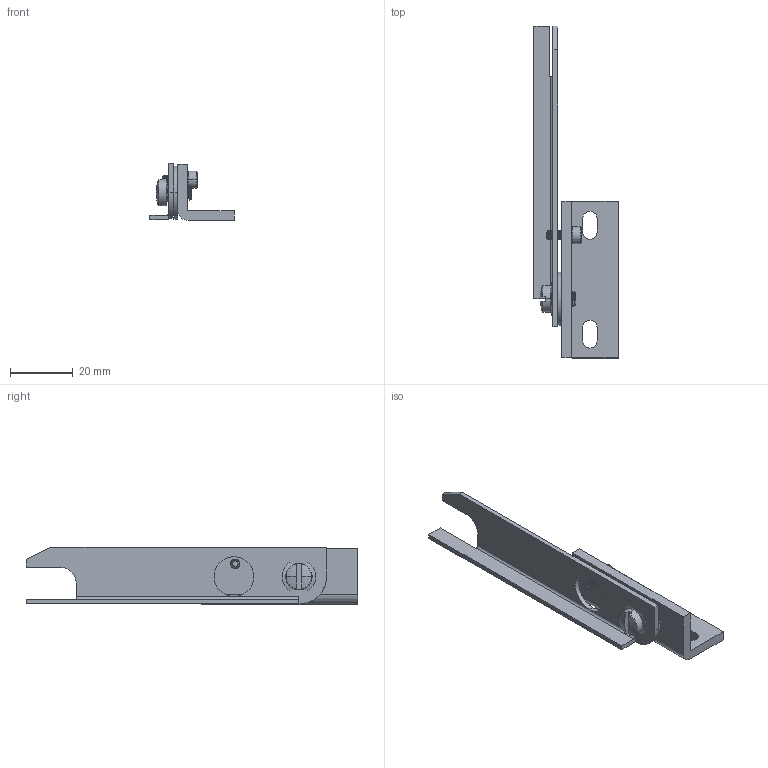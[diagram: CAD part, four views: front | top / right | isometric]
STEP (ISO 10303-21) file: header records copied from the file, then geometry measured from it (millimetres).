
FILE_DESCRIPTION((''),'2;1');
FILE_NAME('MTM-009_SW0001','2010-12-02T',('project'),(''),'PRO/ENGINEER BY PARAMETRIC TECHNOLOGY CORPORATION, 2009300','PRO/ENGINEER BY PARAMETRIC TECHNOLOGY CORPORATION, 2009300','');
FILE_SCHEMA(('CONFIG_CONTROL_DESIGN'));
Length unit declared in the file: inch
Products named in the file (1): MTM-009_SW0001
Bounding box: 26.92 x 105.99 x 18.21 mm (x, y, z)
Surface area: 8979.7 mm2 (no closed solid volume)
Topology: 0 solids, 7 shells, 130 faces, 533 edges, 409 vertices
Faces by surface type: cylinder 59, plane 42, cone 17, bspline 6, sphere 4, torus 2
Entity records: 17455 total; most frequent: CARTESIAN_POINT 13568, ORIENTED_EDGE 853, DIRECTION 582, EDGE_CURVE 533, VERTEX_POINT 409, B_SPLINE_CURVE_WITH_KNOTS 287, AXIS2_PLACEMENT_3D 212, VECTOR 158
